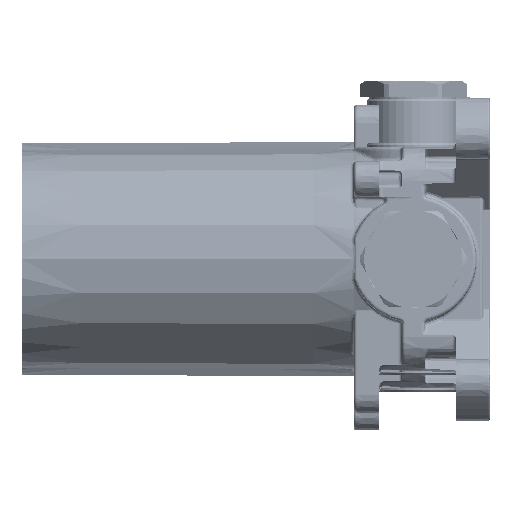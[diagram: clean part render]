
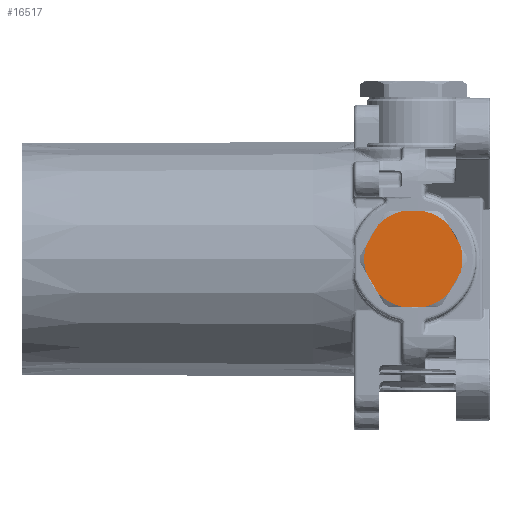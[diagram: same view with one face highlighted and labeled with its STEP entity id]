
A CAD part, left-side view. The second image highlights one B-rep face of the part: STEP entity #16517.
In plain terms, the highlighted planar face has unit normal (-1, 0, 0).
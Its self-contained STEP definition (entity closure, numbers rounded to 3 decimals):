
#16142=CARTESIAN_POINT('Vertex',(-430.62,-3.468,14.)) ;
#16145=CARTESIAN_POINT('Axis2P3D Location',(-430.62,0.044,0.)) ;
#16149=CARTESIAN_POINT('Vertex',(-430.62,-10.325,10.041)) ;
#16172=CARTESIAN_POINT('Axis2P3D Location',(-430.62,0.044,0.)) ;
#16176=CARTESIAN_POINT('Vertex',(-430.62,-14.39,0.)) ;
#16178=CARTESIAN_POINT('Vertex',(-430.62,-13.837,-3.959)) ;
#16208=CARTESIAN_POINT('Vertex',(-430.62,-13.837,3.959)) ;
#16211=CARTESIAN_POINT('Axis2P3D Location',(-430.62,0.044,0.)) ;
#16246=CARTESIAN_POINT('Vertex',(-430.62,-10.325,-10.041)) ;
#16249=CARTESIAN_POINT('Axis2P3D Location',(-430.62,0.044,0.)) ;
#16253=CARTESIAN_POINT('Vertex',(-430.62,-7.173,-12.5)) ;
#16256=CARTESIAN_POINT('Axis2P3D Location',(-430.62,0.044,0.)) ;
#16260=CARTESIAN_POINT('Vertex',(-430.62,-3.468,-14.)) ;
#16285=CARTESIAN_POINT('Vertex',(-430.62,3.556,-14.)) ;
#16288=CARTESIAN_POINT('Axis2P3D Location',(-430.62,0.044,0.)) ;
#16292=CARTESIAN_POINT('Vertex',(-430.62,10.412,-10.041)) ;
#16336=CARTESIAN_POINT('Vertex',(-430.62,13.924,-3.959)) ;
#16339=CARTESIAN_POINT('Axis2P3D Location',(-430.62,0.044,0.)) ;
#16343=CARTESIAN_POINT('Vertex',(-430.62,14.477,0.)) ;
#16346=CARTESIAN_POINT('Axis2P3D Location',(-430.62,0.044,0.)) ;
#16350=CARTESIAN_POINT('Vertex',(-430.62,13.924,3.959)) ;
#16368=CARTESIAN_POINT('Axis2P3D Location',(-430.62,0.044,0.)) ;
#16372=CARTESIAN_POINT('Vertex',(-430.62,7.261,12.5)) ;
#16374=CARTESIAN_POINT('Vertex',(-430.62,3.556,14.)) ;
#16404=CARTESIAN_POINT('Vertex',(-430.62,10.412,10.041)) ;
#16407=CARTESIAN_POINT('Axis2P3D Location',(-430.62,0.044,0.)) ;
#16464=CARTESIAN_POINT('Axis2P3D Location',(-430.62,0.044,0.)) ;
#16469=CARTESIAN_POINT('Line Origine',(-430.62,-12.081,7.)) ;
#16474=CARTESIAN_POINT('Line Origine',(-430.62,0.044,14.)) ;
#16479=CARTESIAN_POINT('Line Origine',(-430.62,12.168,7.)) ;
#16484=CARTESIAN_POINT('Line Origine',(-430.62,12.168,-7.)) ;
#16489=CARTESIAN_POINT('Line Origine',(-430.62,0.044,-14.)) ;
#16494=CARTESIAN_POINT('Line Origine',(-430.62,-12.081,-7.)) ;
#16471=VECTOR('Line Direction',#16470,1.) ;
#16476=VECTOR('Line Direction',#16475,1.) ;
#16481=VECTOR('Line Direction',#16480,1.) ;
#16486=VECTOR('Line Direction',#16485,1.) ;
#16491=VECTOR('Line Direction',#16490,1.) ;
#16496=VECTOR('Line Direction',#16495,1.) ;
#16146=DIRECTION('Axis2P3D Direction',(1.,0.,0.)) ;
#16173=DIRECTION('Axis2P3D Direction',(1.,0.,0.)) ;
#16212=DIRECTION('Axis2P3D Direction',(1.,0.,0.)) ;
#16250=DIRECTION('Axis2P3D Direction',(1.,0.,0.)) ;
#16257=DIRECTION('Axis2P3D Direction',(1.,0.,0.)) ;
#16289=DIRECTION('Axis2P3D Direction',(1.,0.,0.)) ;
#16340=DIRECTION('Axis2P3D Direction',(1.,0.,0.)) ;
#16347=DIRECTION('Axis2P3D Direction',(1.,0.,0.)) ;
#16369=DIRECTION('Axis2P3D Direction',(1.,0.,0.)) ;
#16408=DIRECTION('Axis2P3D Direction',(1.,0.,0.)) ;
#16465=DIRECTION('Axis2P3D Direction',(1.,0.,0.)) ;
#16466=DIRECTION('Axis2P3D XDirection',(0.,-1.,0.)) ;
#16470=DIRECTION('Vector Direction',(0.,-0.5,-0.866)) ;
#16475=DIRECTION('Vector Direction',(0.,-1.,0.)) ;
#16480=DIRECTION('Vector Direction',(0.,-0.5,0.866)) ;
#16485=DIRECTION('Vector Direction',(0.,0.5,0.866)) ;
#16490=DIRECTION('Vector Direction',(0.,1.,0.)) ;
#16495=DIRECTION('Vector Direction',(0.,0.5,-0.866)) ;
#16147=AXIS2_PLACEMENT_3D('Circle Axis2P3D',#16145,#16146,$) ;
#16174=AXIS2_PLACEMENT_3D('Circle Axis2P3D',#16172,#16173,$) ;
#16213=AXIS2_PLACEMENT_3D('Circle Axis2P3D',#16211,#16212,$) ;
#16251=AXIS2_PLACEMENT_3D('Circle Axis2P3D',#16249,#16250,$) ;
#16258=AXIS2_PLACEMENT_3D('Circle Axis2P3D',#16256,#16257,$) ;
#16290=AXIS2_PLACEMENT_3D('Circle Axis2P3D',#16288,#16289,$) ;
#16341=AXIS2_PLACEMENT_3D('Circle Axis2P3D',#16339,#16340,$) ;
#16348=AXIS2_PLACEMENT_3D('Circle Axis2P3D',#16346,#16347,$) ;
#16370=AXIS2_PLACEMENT_3D('Circle Axis2P3D',#16368,#16369,$) ;
#16409=AXIS2_PLACEMENT_3D('Circle Axis2P3D',#16407,#16408,$) ;
#16467=AXIS2_PLACEMENT_3D('Plane Axis2P3D',#16464,#16465,#16466) ;
#16472=LINE('Line',#16469,#16471) ;
#16477=LINE('Line',#16474,#16476) ;
#16482=LINE('Line',#16479,#16481) ;
#16487=LINE('Line',#16484,#16486) ;
#16492=LINE('Line',#16489,#16491) ;
#16497=LINE('Line',#16494,#16496) ;
#16148=CIRCLE('generated circle',#16147,14.434) ;
#16175=CIRCLE('generated circle',#16174,14.434) ;
#16214=CIRCLE('generated circle',#16213,14.434) ;
#16252=CIRCLE('generated circle',#16251,14.434) ;
#16259=CIRCLE('generated circle',#16258,14.434) ;
#16291=CIRCLE('generated circle',#16290,14.434) ;
#16342=CIRCLE('generated circle',#16341,14.434) ;
#16349=CIRCLE('generated circle',#16348,14.434) ;
#16371=CIRCLE('generated circle',#16370,14.434) ;
#16410=CIRCLE('generated circle',#16409,14.434) ;
#16468=PLANE('',#16467) ;
#16151=EDGE_CURVE('',#16150,#16143,#16148,.F.) ;
#16180=EDGE_CURVE('',#16177,#16179,#16175,.T.) ;
#16215=EDGE_CURVE('',#16209,#16177,#16214,.T.) ;
#16255=EDGE_CURVE('',#16247,#16254,#16252,.T.) ;
#16262=EDGE_CURVE('',#16254,#16261,#16259,.T.) ;
#16294=EDGE_CURVE('',#16293,#16286,#16291,.F.) ;
#16345=EDGE_CURVE('',#16337,#16344,#16342,.T.) ;
#16352=EDGE_CURVE('',#16344,#16351,#16349,.T.) ;
#16376=EDGE_CURVE('',#16373,#16375,#16371,.T.) ;
#16411=EDGE_CURVE('',#16405,#16373,#16410,.T.) ;
#16473=EDGE_CURVE('',#16150,#16209,#16472,.T.) ;
#16478=EDGE_CURVE('',#16375,#16143,#16477,.T.) ;
#16483=EDGE_CURVE('',#16351,#16405,#16482,.T.) ;
#16488=EDGE_CURVE('',#16293,#16337,#16487,.T.) ;
#16493=EDGE_CURVE('',#16261,#16286,#16492,.T.) ;
#16498=EDGE_CURVE('',#16179,#16247,#16497,.T.) ;
#16500=ORIENTED_EDGE('',*,*,#16473,.F.) ;
#16501=ORIENTED_EDGE('',*,*,#16151,.T.) ;
#16502=ORIENTED_EDGE('',*,*,#16478,.F.) ;
#16503=ORIENTED_EDGE('',*,*,#16376,.F.) ;
#16504=ORIENTED_EDGE('',*,*,#16411,.F.) ;
#16505=ORIENTED_EDGE('',*,*,#16483,.F.) ;
#16506=ORIENTED_EDGE('',*,*,#16352,.F.) ;
#16507=ORIENTED_EDGE('',*,*,#16345,.F.) ;
#16508=ORIENTED_EDGE('',*,*,#16488,.F.) ;
#16509=ORIENTED_EDGE('',*,*,#16294,.T.) ;
#16510=ORIENTED_EDGE('',*,*,#16493,.F.) ;
#16511=ORIENTED_EDGE('',*,*,#16262,.F.) ;
#16512=ORIENTED_EDGE('',*,*,#16255,.F.) ;
#16513=ORIENTED_EDGE('',*,*,#16498,.F.) ;
#16514=ORIENTED_EDGE('',*,*,#16180,.F.) ;
#16515=ORIENTED_EDGE('',*,*,#16215,.F.) ;
#16499=EDGE_LOOP('',(#16500,#16501,#16502,#16503,#16504,#16505,#16506,#16507,#16508,#16509,#16510,#16511,#16512,#16513,#16514,#16515)) ;
#16143=VERTEX_POINT('',#16142) ;
#16150=VERTEX_POINT('',#16149) ;
#16177=VERTEX_POINT('',#16176) ;
#16179=VERTEX_POINT('',#16178) ;
#16209=VERTEX_POINT('',#16208) ;
#16247=VERTEX_POINT('',#16246) ;
#16254=VERTEX_POINT('',#16253) ;
#16261=VERTEX_POINT('',#16260) ;
#16286=VERTEX_POINT('',#16285) ;
#16293=VERTEX_POINT('',#16292) ;
#16337=VERTEX_POINT('',#16336) ;
#16344=VERTEX_POINT('',#16343) ;
#16351=VERTEX_POINT('',#16350) ;
#16373=VERTEX_POINT('',#16372) ;
#16375=VERTEX_POINT('',#16374) ;
#16405=VERTEX_POINT('',#16404) ;
#16517=ADVANCED_FACE('PartBody',(#16516),#16468,.F.) ;
#16516=FACE_OUTER_BOUND('',#16499,.T.) ;
